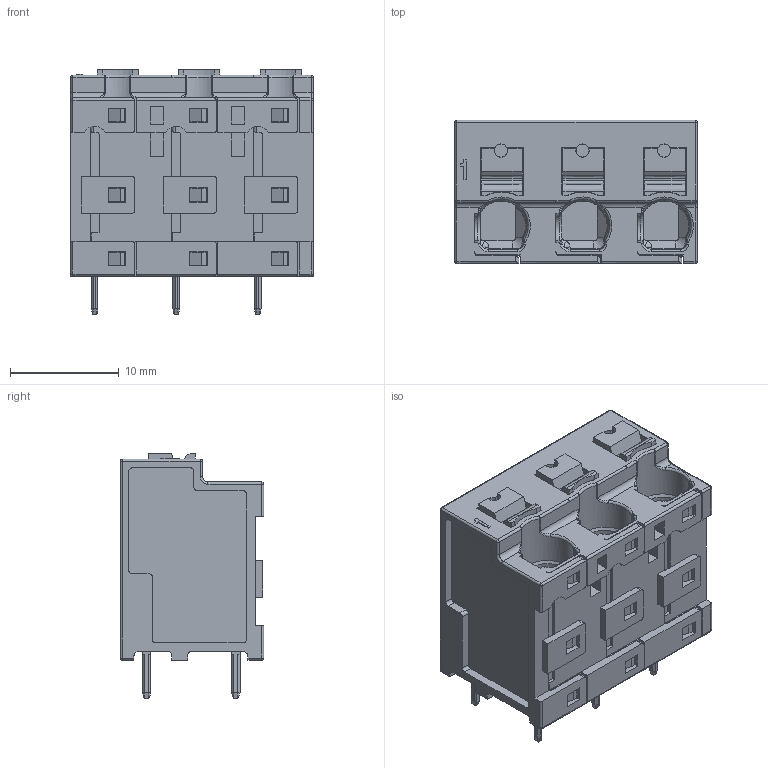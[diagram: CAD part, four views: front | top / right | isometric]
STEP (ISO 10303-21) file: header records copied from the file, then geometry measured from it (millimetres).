
FILE_DESCRIPTION(('CATIA V5 STEP Exchange','CAx-IF Rec.Pracs.--- Model Styling and Organization---1.5--- 2016-08-15','CAx-IF Rec.Pracs.---Supplemental Geometry---1.0---2011-11-01','CAx-IF Rec.Pracs.--- Composite Materials ---1.1---2010-07-15'),'2;1');
FILE_NAME ('2124191-2_0', '2025-12-02T14:32:18+00:00', ('none'), ('Weidmueller'), 'CATIA Version 5-6 Release 2024 SP4', 'CATIA V5 STEP AP214 v3', 'none');
FILE_SCHEMA(('AUTOMOTIVE_DESIGN { 1 0 10303 214 1 1 1 1 }'));
Length unit declared in the file: millimetre
Products named in the file (1): 3124690000
Bounding box: 22.3 x 13.2 x 22.5 mm (x, y, z)
Volume: 3767.5 mm3; surface area: 4277.4 mm2
Topology: 1 solids, 3 shells, 1342 faces, 3596 edges, 2313 vertices
Faces by surface type: plane 886, cylinder 246, bspline 98, extrusion 63, sphere 20, torus 17, cone 12
Entity records: 44774 total; most frequent: CARTESIAN_POINT 12829, ORIENTED_EDGE 7154, DIRECTION 4810, EDGE_CURVE 3577, VECTOR 2599, LINE 2536, VERTEX_POINT 2313, EDGE_LOOP 1444
